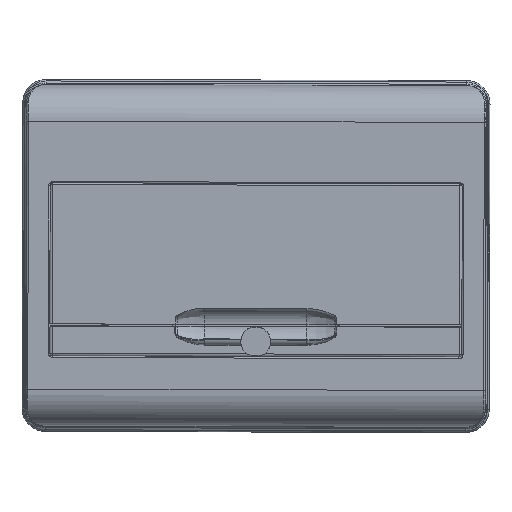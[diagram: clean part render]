
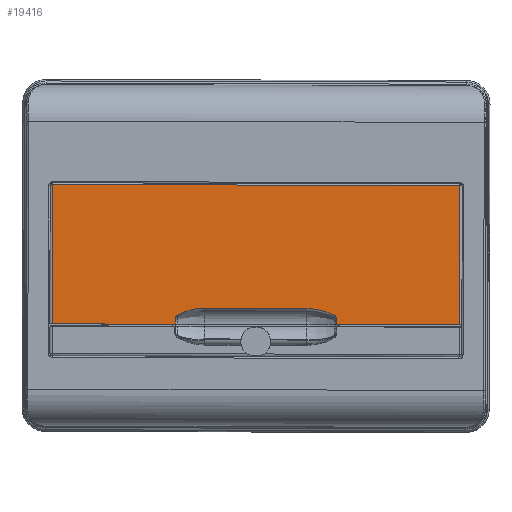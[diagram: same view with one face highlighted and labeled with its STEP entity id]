
A CAD part, top view. The second image highlights one B-rep face of the part: STEP entity #19416.
In plain terms, the highlighted planar face has unit normal (0, 0, 1).
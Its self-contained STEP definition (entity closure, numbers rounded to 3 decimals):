
#12479=DIRECTION('',(0.,-1.,0.));
#12480=VECTOR('',#12479,279.163);
#12481=CARTESIAN_POINT('',(-115.445,139.581,55.));
#12482=LINE('',#12481,#12480);
#13944=DIRECTION('',(1.,0.,0.));
#13945=VECTOR('',#13944,95.438);
#13946=CARTESIAN_POINT('',(-115.445,139.581,55.));
#13947=LINE('',#13946,#13945);
#13948=DIRECTION('',(0.,-1.,0.));
#13949=VECTOR('',#13948,84.581);
#13950=CARTESIAN_POINT('',(-20.007,139.581,55.));
#13951=LINE('',#13950,#13949);
#13952=DIRECTION('',(-1.,0.,0.));
#13953=VECTOR('',#13952,4.5);
#13954=CARTESIAN_POINT('',(-20.007,55.,55.));
#13955=LINE('',#13954,#13953);
#13956=CARTESIAN_POINT('',(-24.507,53.,55.));
#13957=DIRECTION('',(0.,0.,1.));
#13958=DIRECTION('',(0.,1.,0.));
#13959=AXIS2_PLACEMENT_3D('',#13956,#13957,#13958);
#13961=CARTESIAN_POINT('',(9.243,35.,55.));
#13962=DIRECTION('',(0.,0.,1.));
#13963=DIRECTION('',(-0.882,0.471,0.));
#13964=AXIS2_PLACEMENT_3D('',#13961,#13962,#13963);
#13966=DIRECTION('',(0.,-1.,0.));
#13967=VECTOR('',#13966,70.);
#13968=CARTESIAN_POINT('',(-31.007,35.,55.));
#13969=LINE('',#13968,#13967);
#13970=CARTESIAN_POINT('',(9.243,-35.,55.));
#13971=DIRECTION('',(0.,0.,-1.));
#13972=DIRECTION('',(-0.882,-0.471,0.));
#13973=AXIS2_PLACEMENT_3D('',#13970,#13971,#13972);
#13975=CARTESIAN_POINT('',(-24.507,-53.,55.));
#13976=DIRECTION('',(0.,0.,-1.));
#13977=DIRECTION('',(0.,-1.,0.));
#13978=AXIS2_PLACEMENT_3D('',#13975,#13976,#13977);
#13980=DIRECTION('',(-1.,0.,0.));
#13981=VECTOR('',#13980,4.5);
#13982=CARTESIAN_POINT('',(-20.007,-55.,55.));
#13983=LINE('',#13982,#13981);
#13984=DIRECTION('',(0.,1.,0.));
#13985=VECTOR('',#13984,84.581);
#13986=CARTESIAN_POINT('',(-20.007,-139.581,55.));
#13987=LINE('',#13986,#13985);
#13988=DIRECTION('',(1.,0.,0.));
#13989=VECTOR('',#13988,95.438);
#13990=CARTESIAN_POINT('',(-115.445,-139.581,55.));
#13991=LINE('',#13990,#13989);
#15640=CARTESIAN_POINT('',(-26.272,53.941,55.));
#15641=CARTESIAN_POINT('',(-31.007,35.,55.));
#15642=VERTEX_POINT('',#15640);
#15643=VERTEX_POINT('',#15641);
#15644=CARTESIAN_POINT('',(-24.507,55.,55.));
#15645=VERTEX_POINT('',#15644);
#15646=CARTESIAN_POINT('',(-20.007,55.,55.));
#15648=VERTEX_POINT('',#15646);
#15654=CARTESIAN_POINT('',(-20.007,139.581,55.));
#15655=VERTEX_POINT('',#15654);
#15664=CARTESIAN_POINT('',(-26.272,-53.941,55.));
#15665=CARTESIAN_POINT('',(-31.007,-35.,55.));
#15666=VERTEX_POINT('',#15664);
#15667=VERTEX_POINT('',#15665);
#15668=CARTESIAN_POINT('',(-24.507,-55.,55.));
#15669=VERTEX_POINT('',#15668);
#15670=CARTESIAN_POINT('',(-20.007,-55.,55.));
#15672=VERTEX_POINT('',#15670);
#15678=CARTESIAN_POINT('',(-20.007,-139.581,55.));
#15679=VERTEX_POINT('',#15678);
#15688=CARTESIAN_POINT('',(-115.445,139.581,55.));
#15689=VERTEX_POINT('',#15688);
#15690=CARTESIAN_POINT('',(-115.445,-139.581,55.));
#15691=VERTEX_POINT('',#15690);
#19390=CARTESIAN_POINT('',(-53.664,0.,55.));
#19391=DIRECTION('',(0.,0.,1.));
#19392=DIRECTION('',(1.,0.,0.));
#19393=AXIS2_PLACEMENT_3D('',#19390,#19391,#19392);
#19394=PLANE('',#19393);
#19395=ORIENTED_EDGE('',*,*,#16479,.T.);
#19396=ORIENTED_EDGE('',*,*,#16359,.T.);
#19398=ORIENTED_EDGE('',*,*,#19397,.T.);
#19400=ORIENTED_EDGE('',*,*,#19399,.T.);
#19402=ORIENTED_EDGE('',*,*,#19401,.T.);
#19404=ORIENTED_EDGE('',*,*,#19403,.T.);
#19406=ORIENTED_EDGE('',*,*,#19405,.F.);
#19408=ORIENTED_EDGE('',*,*,#19407,.F.);
#19410=ORIENTED_EDGE('',*,*,#19409,.F.);
#19411=ORIENTED_EDGE('',*,*,#16343,.F.);
#19412=ORIENTED_EDGE('',*,*,#16397,.F.);
#19413=ORIENTED_EDGE('',*,*,#16432,.F.);
#19414=EDGE_LOOP('',(#19395,#19396,#19398,#19400,#19402,#19404,#19406,#19408,
#19410,#19411,#19412,#19413));
#19415=FACE_OUTER_BOUND('',#19414,.F.);
#19416=ADVANCED_FACE('',(#19415),#19394,.T.);
#13960=CIRCLE('',#13959,2.);
#13965=CIRCLE('',#13964,40.25);
#13974=CIRCLE('',#13973,40.25);
#13979=CIRCLE('',#13978,2.);
#16343=EDGE_CURVE('',#15679,#15672,#13987,.T.);
#16359=EDGE_CURVE('',#15655,#15648,#13951,.T.);
#16397=EDGE_CURVE('',#15691,#15679,#13991,.T.);
#16432=EDGE_CURVE('',#15689,#15691,#12482,.T.);
#16479=EDGE_CURVE('',#15689,#15655,#13947,.T.);
#19397=EDGE_CURVE('',#15648,#15645,#13955,.T.);
#19399=EDGE_CURVE('',#15645,#15642,#13960,.T.);
#19401=EDGE_CURVE('',#15642,#15643,#13965,.T.);
#19403=EDGE_CURVE('',#15643,#15667,#13969,.T.);
#19405=EDGE_CURVE('',#15666,#15667,#13974,.T.);
#19407=EDGE_CURVE('',#15669,#15666,#13979,.T.);
#19409=EDGE_CURVE('',#15672,#15669,#13983,.T.);
